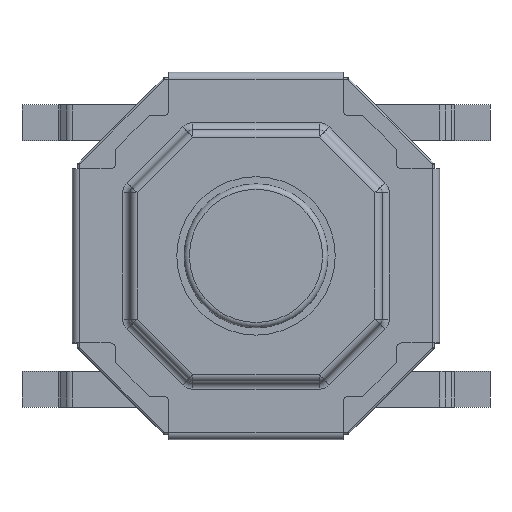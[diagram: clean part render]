
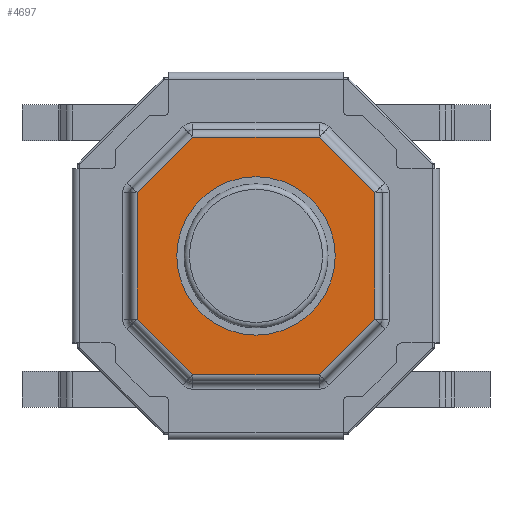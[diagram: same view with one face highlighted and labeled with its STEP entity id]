
A CAD part, top view. The second image highlights one B-rep face of the part: STEP entity #4697.
In plain terms, the highlighted face is planar.
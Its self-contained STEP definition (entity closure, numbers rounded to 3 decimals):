
#19=FACE_BOUND('',#614,.T.);
#324=FACE_OUTER_BOUND('',#613,.T.);
#613=EDGE_LOOP('',(#3724,#3725,#3726,#3727,#3728,#3729,#3730,#3731));
#614=EDGE_LOOP('',(#3732));
#849=CIRCLE('',#5058,1.1);
#1327=LINE('',#7816,#1772);
#1328=LINE('',#7818,#1773);
#1329=LINE('',#7820,#1774);
#1330=LINE('',#7822,#1775);
#1331=LINE('',#7824,#1776);
#1332=LINE('',#7826,#1777);
#1333=LINE('',#7828,#1778);
#1334=LINE('',#7829,#1779);
#1772=VECTOR('',#6217,1000.);
#1773=VECTOR('',#6218,1000.);
#1774=VECTOR('',#6219,1000.);
#1775=VECTOR('',#6220,1000.);
#1776=VECTOR('',#6221,1000.);
#1777=VECTOR('',#6222,1000.);
#1778=VECTOR('',#6223,1000.);
#1779=VECTOR('',#6224,1000.);
#2079=VERTEX_POINT('',#7475);
#2232=VERTEX_POINT('',#7814);
#2233=VERTEX_POINT('',#7815);
#2234=VERTEX_POINT('',#7817);
#2235=VERTEX_POINT('',#7819);
#2236=VERTEX_POINT('',#7821);
#2237=VERTEX_POINT('',#7823);
#2238=VERTEX_POINT('',#7825);
#2239=VERTEX_POINT('',#7827);
#2601=EDGE_CURVE('',#2079,#2079,#849,.T.);
#2762=EDGE_CURVE('',#2232,#2233,#1327,.T.);
#2763=EDGE_CURVE('',#2233,#2234,#1328,.T.);
#2764=EDGE_CURVE('',#2234,#2235,#1329,.T.);
#2765=EDGE_CURVE('',#2235,#2236,#1330,.T.);
#2766=EDGE_CURVE('',#2236,#2237,#1331,.T.);
#2767=EDGE_CURVE('',#2237,#2238,#1332,.T.);
#2768=EDGE_CURVE('',#2238,#2239,#1333,.T.);
#2769=EDGE_CURVE('',#2239,#2232,#1334,.T.);
#3724=ORIENTED_EDGE('',*,*,#2762,.T.);
#3725=ORIENTED_EDGE('',*,*,#2763,.T.);
#3726=ORIENTED_EDGE('',*,*,#2764,.T.);
#3727=ORIENTED_EDGE('',*,*,#2765,.T.);
#3728=ORIENTED_EDGE('',*,*,#2766,.T.);
#3729=ORIENTED_EDGE('',*,*,#2767,.T.);
#3730=ORIENTED_EDGE('',*,*,#2768,.T.);
#3731=ORIENTED_EDGE('',*,*,#2769,.T.);
#3732=ORIENTED_EDGE('',*,*,#2601,.F.);
#4518=PLANE('',#5122);
#4697=ADVANCED_FACE('',(#324,#19),#4518,.T.);
#5058=AXIS2_PLACEMENT_3D('',#7477,#5967,#5968);
#5122=AXIS2_PLACEMENT_3D('',#7813,#6215,#6216);
#5967=DIRECTION('center_axis',(0.,1.,0.));
#5968=DIRECTION('ref_axis',(0.,0.,1.));
#6215=DIRECTION('center_axis',(0.,1.,0.));
#6216=DIRECTION('ref_axis',(0.,0.,1.));
#6217=DIRECTION('',(0.707,0.,-0.707));
#6218=DIRECTION('',(0.,0.,-1.));
#6219=DIRECTION('',(-0.707,0.,-0.707));
#6220=DIRECTION('',(-1.,0.,0.));
#6221=DIRECTION('',(-0.707,0.,0.707));
#6222=DIRECTION('',(0.,0.,1.));
#6223=DIRECTION('',(0.707,0.,0.707));
#6224=DIRECTION('',(1.,0.,0.));
#7475=CARTESIAN_POINT('',(0.,1.2,-1.1));
#7477=CARTESIAN_POINT('Origin',(0.,1.2,0.));
#7813=CARTESIAN_POINT('Origin',(0.,1.2,0.));
#7814=CARTESIAN_POINT('',(0.877,1.2,1.65));
#7815=CARTESIAN_POINT('',(1.65,1.2,0.877));
#7816=CARTESIAN_POINT('',(1.679,1.2,0.848));
#7817=CARTESIAN_POINT('',(1.65,1.2,-0.877));
#7818=CARTESIAN_POINT('',(1.65,1.2,-0.919));
#7819=CARTESIAN_POINT('',(0.877,1.2,-1.65));
#7820=CARTESIAN_POINT('',(0.848,1.2,-1.679));
#7821=CARTESIAN_POINT('',(-0.877,1.2,-1.65));
#7822=CARTESIAN_POINT('',(-0.919,1.2,-1.65));
#7823=CARTESIAN_POINT('',(-1.65,1.2,-0.877));
#7824=CARTESIAN_POINT('',(-1.679,1.2,-0.848));
#7825=CARTESIAN_POINT('',(-1.65,1.2,0.877));
#7826=CARTESIAN_POINT('',(-1.65,1.2,0.919));
#7827=CARTESIAN_POINT('',(-0.877,1.2,1.65));
#7828=CARTESIAN_POINT('',(-0.848,1.2,1.679));
#7829=CARTESIAN_POINT('',(0.919,1.2,1.65));
